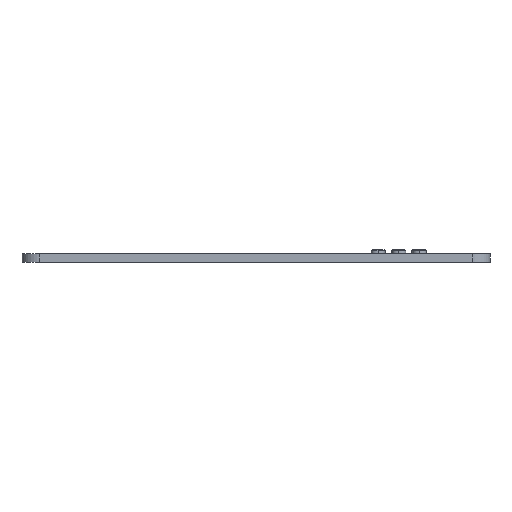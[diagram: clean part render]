
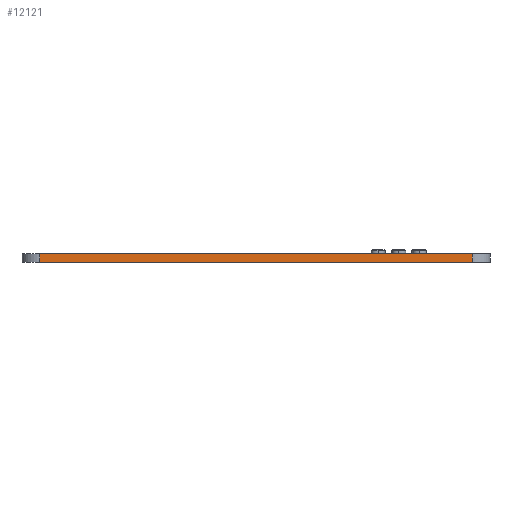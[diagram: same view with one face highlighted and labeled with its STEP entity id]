
A CAD part, left-side view. The second image highlights one B-rep face of the part: STEP entity #12121.
In plain terms, the highlighted planar face has unit normal (-1, 0, 0).
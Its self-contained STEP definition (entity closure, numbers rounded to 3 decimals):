
#395 = AXIS2_PLACEMENT_3D ( 'NONE', #15175, #14081, #10421 ) ;
#456 = VERTEX_POINT ( 'NONE', #11543 ) ;
#965 = DIRECTION ( 'NONE',  ( 0., -1., 0. ) ) ;
#1203 = FACE_OUTER_BOUND ( 'NONE', #10413, .T. ) ;
#2398 = CARTESIAN_POINT ( 'NONE',  ( -39.75, 39.75, 0. ) ) ;
#2417 = CARTESIAN_POINT ( 'NONE',  ( -39.75, -36.75, 0. ) ) ;
#2640 = VECTOR ( 'NONE', #3185, 1000. ) ;
#3185 = DIRECTION ( 'NONE',  ( 0., 0., 1. ) ) ;
#3658 = LINE ( 'NONE', #2398, #8121 ) ;
#3986 = VERTEX_POINT ( 'NONE', #11744 ) ;
#4198 = EDGE_CURVE ( 'NONE', #456, #14933, #12008, .T. ) ;
#4331 = EDGE_CURVE ( 'NONE', #14933, #6359, #3658, .T. ) ;
#4436 = LINE ( 'NONE', #12773, #2640 ) ;
#4485 = PLANE ( 'NONE',  #395 ) ;
#4641 = VECTOR ( 'NONE', #965, 1000. ) ;
#4962 = ORIENTED_EDGE ( 'NONE', *, *, #4198, .T. ) ;
#6359 = VERTEX_POINT ( 'NONE', #2417 ) ;
#6799 = CARTESIAN_POINT ( 'NONE',  ( -39.75, 39.75, 1.5 ) ) ;
#7867 = CARTESIAN_POINT ( 'NONE',  ( -39.75, 36.75, 0. ) ) ;
#8121 = VECTOR ( 'NONE', #13159, 1000. ) ;
#8139 = ORIENTED_EDGE ( 'NONE', *, *, #13741, .F. ) ;
#9755 = ORIENTED_EDGE ( 'NONE', *, *, #13356, .T. ) ;
#10413 = EDGE_LOOP ( 'NONE', ( #11072, #9755, #8139, #4962 ) ) ;
#10421 = DIRECTION ( 'NONE',  ( 0., 0., -1. ) ) ;
#11072 = ORIENTED_EDGE ( 'NONE', *, *, #4331, .T. ) ;
#11543 = CARTESIAN_POINT ( 'NONE',  ( -39.75, 36.75, 1.5 ) ) ;
#11649 = LINE ( 'NONE', #6799, #4641 ) ;
#11744 = CARTESIAN_POINT ( 'NONE',  ( -39.75, -36.75, 1.5 ) ) ;
#12008 = LINE ( 'NONE', #14518, #13594 ) ;
#12121 = ADVANCED_FACE ( 'NONE', ( #1203 ), #4485, .F. ) ;
#12773 = CARTESIAN_POINT ( 'NONE',  ( -39.75, -36.75, 1.5 ) ) ;
#13159 = DIRECTION ( 'NONE',  ( 0., -1., 0. ) ) ;
#13336 = DIRECTION ( 'NONE',  ( 0., 0., -1. ) ) ;
#13356 = EDGE_CURVE ( 'NONE', #6359, #3986, #4436, .T. ) ;
#13594 = VECTOR ( 'NONE', #13336, 1000. ) ;
#13741 = EDGE_CURVE ( 'NONE', #456, #3986, #11649, .T. ) ;
#14081 = DIRECTION ( 'NONE',  ( 1., 0., 0. ) ) ;
#14518 = CARTESIAN_POINT ( 'NONE',  ( -39.75, 36.75, 1.5 ) ) ;
#14933 = VERTEX_POINT ( 'NONE', #7867 ) ;
#15175 = CARTESIAN_POINT ( 'NONE',  ( -39.75, 39.75, 1.5 ) ) ;
